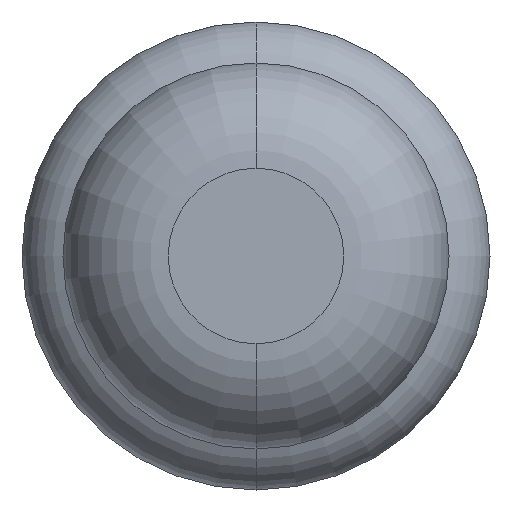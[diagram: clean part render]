
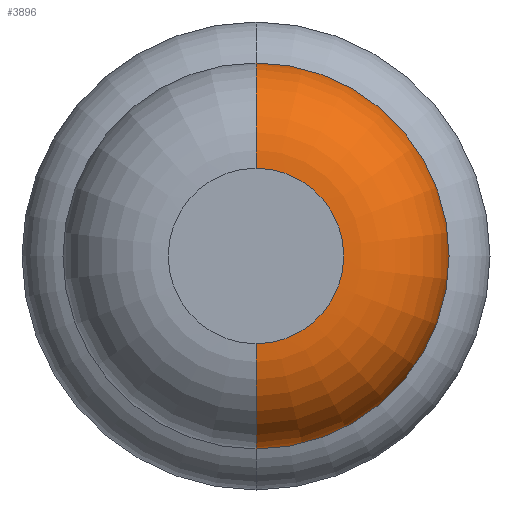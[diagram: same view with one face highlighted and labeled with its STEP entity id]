
A CAD part, front view. The second image highlights one B-rep face of the part: STEP entity #3896.
In plain terms, the highlighted toroidal (fillet/blend) face has major radius 0.375 mm and minor radius 0.45 mm.
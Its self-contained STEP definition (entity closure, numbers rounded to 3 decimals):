
#274 = VERTEX_POINT ( 'NONE', #386 ) ;
#386 = CARTESIAN_POINT ( 'NONE',  ( 0., -25.55, -0.825 ) ) ;
#394 = DIRECTION ( 'NONE',  ( 1., 0., 0. ) ) ;
#431 = EDGE_CURVE ( 'Defeature ausgef�hrt1_9+Defeature ausgef�hrt1_8+Defeature ausgef�hrt1_8+Defeature ausgef�hrt1_8', #4031, #274, #3356, .T. ) ;
#684 = AXIS2_PLACEMENT_3D ( 'NONE', #1273, #1257, #3788 ) ;
#700 = DIRECTION ( 'NONE',  ( -1., 0., 0. ) ) ;
#734 = DIRECTION ( 'NONE',  ( 0., 0., -1. ) ) ;
#842 = ORIENTED_EDGE ( 'NONE', *, *, #1354, .F. ) ;
#857 = TOROIDAL_SURFACE ( 'NONE', #684, 0.375, 0.45 ) ;
#884 = EDGE_LOOP ( 'NONE', ( #2885, #2219, #1925, #842 ) ) ;
#895 = CARTESIAN_POINT ( 'NONE',  ( 0., -26., 0.375 ) ) ;
#961 = DIRECTION ( 'NONE',  ( 0., 0., 1. ) ) ;
#964 = AXIS2_PLACEMENT_3D ( 'NONE', #1927, #4078, #1900 ) ;
#1004 = DIRECTION ( 'NONE',  ( 0., 1., 0. ) ) ;
#1257 = DIRECTION ( 'NONE',  ( 0., 1., 0. ) ) ;
#1273 = CARTESIAN_POINT ( 'NONE',  ( 0., -25.55, 0. ) ) ;
#1354 = EDGE_CURVE ( 'NONE', #1609, #4031, #1699, .T. ) ;
#1521 = EDGE_CURVE ( 'Defeature ausgef�hrt1_8+Defeature ausgef�hrt1_7+Defeature ausgef�hrt1_7+Defeature ausgef�hrt1_7', #1609, #3259, #4099, .T. ) ;
#1609 = VERTEX_POINT ( 'NONE', #895 ) ;
#1699 = CIRCLE ( 'NONE', #3155, 0.45 ) ;
#1900 = DIRECTION ( 'NONE',  ( 0., 0., 1. ) ) ;
#1910 = CIRCLE ( 'NONE', #4603, 0.45 ) ;
#1925 = ORIENTED_EDGE ( 'NONE', *, *, #431, .F. ) ;
#1927 = CARTESIAN_POINT ( 'NONE',  ( 0., -26., 0. ) ) ;
#2219 = ORIENTED_EDGE ( 'NONE', *, *, #4425, .T. ) ;
#2474 = CARTESIAN_POINT ( 'NONE',  ( 0., -25.55, 0.375 ) ) ;
#2807 = CARTESIAN_POINT ( 'NONE',  ( 0., -25.55, 0. ) ) ;
#2885 = ORIENTED_EDGE ( 'NONE', *, *, #1521, .T. ) ;
#2890 = AXIS2_PLACEMENT_3D ( 'NONE', #2807, #1004, #961 ) ;
#3155 = AXIS2_PLACEMENT_3D ( 'NONE', #2474, #700, #3217 ) ;
#3217 = DIRECTION ( 'NONE',  ( 0., 0., 1. ) ) ;
#3259 = VERTEX_POINT ( 'NONE', #3285 ) ;
#3285 = CARTESIAN_POINT ( 'NONE',  ( 0., -26., -0.375 ) ) ;
#3289 = CARTESIAN_POINT ( 'NONE',  ( 0., -25.55, -0.375 ) ) ;
#3340 = CARTESIAN_POINT ( 'NONE',  ( 0., -25.55, 0.825 ) ) ;
#3356 = CIRCLE ( 'NONE', #2890, 0.825 ) ;
#3788 = DIRECTION ( 'NONE',  ( 0., 0., 1. ) ) ;
#3896 = ADVANCED_FACE ( 'Defeature ausgef�hrt1_8', ( #4016 ), #857, .T. ) ;
#4016 = FACE_OUTER_BOUND ( 'NONE', #884, .T. ) ;
#4031 = VERTEX_POINT ( 'NONE', #3340 ) ;
#4078 = DIRECTION ( 'NONE',  ( 0., 1., 0. ) ) ;
#4099 = CIRCLE ( 'NONE', #964, 0.375 ) ;
#4425 = EDGE_CURVE ( 'NONE', #3259, #274, #1910, .T. ) ;
#4603 = AXIS2_PLACEMENT_3D ( 'NONE', #3289, #394, #734 ) ;
